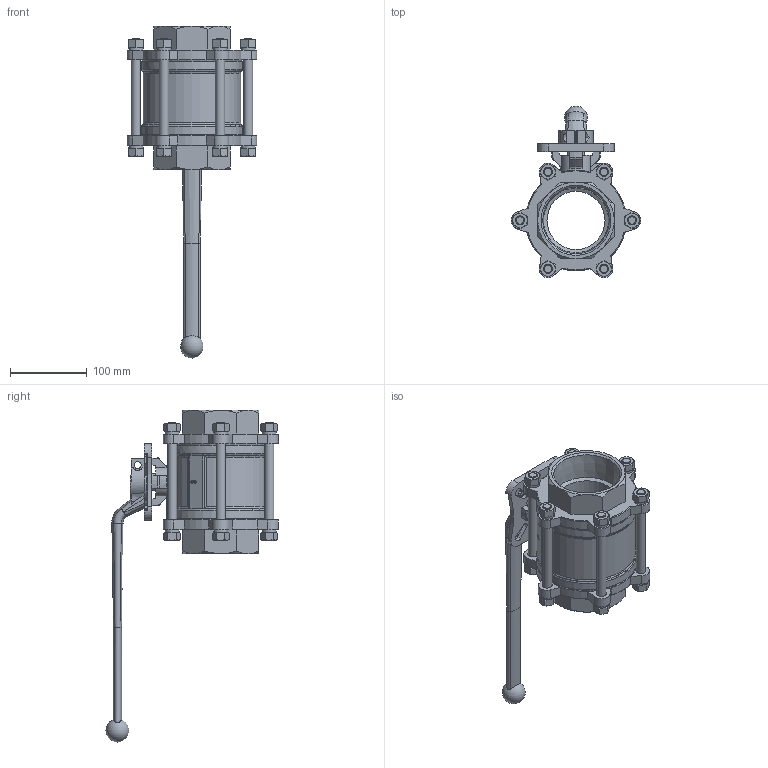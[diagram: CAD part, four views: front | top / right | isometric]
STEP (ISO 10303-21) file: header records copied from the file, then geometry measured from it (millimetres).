
FILE_DESCRIPTION(/* description */ ('STEP AP214'),/* implementation_level */ '2;1');
FILE_NAME(/* name */ '8096672_VZBE-3-T-63-T-2-F0710-M-V15V16',/* time_stamp */ '2024-09-18T02:23:05+02:00',/* author */ ('License CC BY-ND 4.0'),/* organization */ ('CADENAS'),/* preprocessor_version */ 'ST-DEVELOPER v19.3',/* originating_system */ 'PARTsolutions',/* authorisation */ ' ');
FILE_SCHEMA (('AUTOMOTIVE_DESIGN {1 0 10303 214 3 1 1}'));
Length unit declared in the file: millimetre
Products named in the file (3): 8096672 VZBE-3-T-63-T-2-F0710-M-V15V16; 4809124 VZBE-3-T-63-T-2-F0710-V15V16; 4895386 VAOH-F7-17-H9-A-22
Assembly tree (2 placements, depth 2):
  8096672 VZBE-3-T-63-T-2-F0710-M-V15V16
    4809124 VZBE-3-T-63-T-2-F0710-V15V16
    4895386 VAOH-F7-17-H9-A-22
Bounding box: 169.5 x 224.93 x 434 mm (x, y, z)
Volume: 1622134.6 mm3; surface area: 253643.6 mm2
Topology: 2 solids, 2 shells, 712 faces, 1788 edges, 1127 vertices
Faces by surface type: plane 310, cone 207, cylinder 153, torus 41, sphere 1
Full cylindrical faces by diameter (mm): 9 x2, 11 x1, 12 x7, 13 x12, 18.5 x12, 47 x1, 76 x1, 131.5 x1
Entity records: 21513 total; most frequent: CARTESIAN_POINT 5155, ORIENTED_EDGE 3420, DIRECTION 3255, EDGE_CURVE 1710, AXIS2_PLACEMENT_3D 1315, VERTEX_POINT 1108, EDGE_LOOP 858, FACE_BOUND 858
